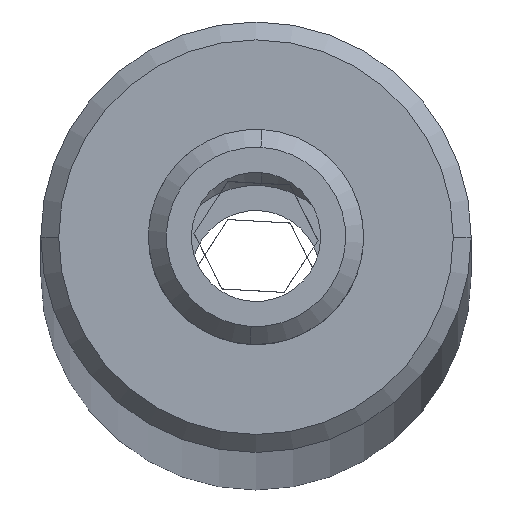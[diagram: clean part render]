
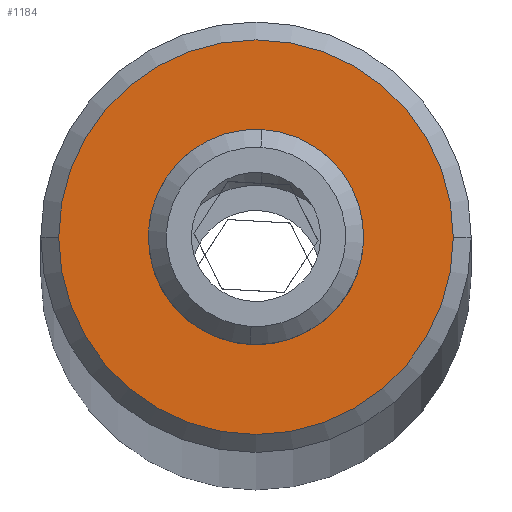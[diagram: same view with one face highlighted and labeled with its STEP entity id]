
A CAD part, top view. The second image highlights one B-rep face of the part: STEP entity #1184.
In plain terms, the highlighted planar face has unit normal (0, 0, 1).
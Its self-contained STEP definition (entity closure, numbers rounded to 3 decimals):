
#12 = ORIENTED_EDGE ( 'NONE', *, *, #973, .F. ) ;
#43 = ORIENTED_EDGE ( 'NONE', *, *, #1168, .F. ) ;
#89 = CARTESIAN_POINT ( 'NONE',  ( 0., 0., 150. ) ) ;
#104 = CARTESIAN_POINT ( 'NONE',  ( -2.75, 0., 150. ) ) ;
#123 = CARTESIAN_POINT ( 'NONE',  ( -1.5, 0., 150. ) ) ;
#166 = PLANE ( 'NONE',  #1280 ) ;
#293 = AXIS2_PLACEMENT_3D ( 'NONE', #899, #1020, #800 ) ;
#415 = CARTESIAN_POINT ( 'NONE',  ( 2.75, 0., 150. ) ) ;
#465 = ORIENTED_EDGE ( 'NONE', *, *, #776, .T. ) ;
#492 = DIRECTION ( 'NONE',  ( 1., 0., 0. ) ) ;
#493 = CIRCLE ( 'NONE', #536, 1.5 ) ;
#536 = AXIS2_PLACEMENT_3D ( 'NONE', #568, #779, #886 ) ;
#559 = DIRECTION ( 'NONE',  ( 1., 0., 0. ) ) ;
#568 = CARTESIAN_POINT ( 'NONE',  ( 0., 0., 150. ) ) ;
#644 = AXIS2_PLACEMENT_3D ( 'NONE', #89, #1299, #1293 ) ;
#647 = EDGE_LOOP ( 'NONE', ( #923, #465 ) ) ;
#663 = EDGE_CURVE ( 'NONE', #1068, #945, #715, .T. ) ;
#685 = CARTESIAN_POINT ( 'NONE',  ( 0., 0., 150. ) ) ;
#715 = CIRCLE ( 'NONE', #937, 2.75 ) ;
#776 = EDGE_CURVE ( 'NONE', #945, #1068, #966, .T. ) ;
#779 = DIRECTION ( 'NONE',  ( 0., 0., 1. ) ) ;
#799 = DIRECTION ( 'NONE',  ( 0., 0., 1. ) ) ;
#800 = DIRECTION ( 'NONE',  ( 1., 0., 0. ) ) ;
#807 = CARTESIAN_POINT ( 'NONE',  ( 0., 0., 150. ) ) ;
#810 = CARTESIAN_POINT ( 'NONE',  ( 1.5, 0., 150. ) ) ;
#820 = FACE_OUTER_BOUND ( 'NONE', #647, .T. ) ;
#886 = DIRECTION ( 'NONE',  ( 1., 0., 0. ) ) ;
#899 = CARTESIAN_POINT ( 'NONE',  ( 0., 0., 150. ) ) ;
#910 = CIRCLE ( 'NONE', #644, 1.5 ) ;
#923 = ORIENTED_EDGE ( 'NONE', *, *, #663, .T. ) ;
#927 = FACE_BOUND ( 'NONE', #1064, .T. ) ;
#937 = AXIS2_PLACEMENT_3D ( 'NONE', #685, #1223, #559 ) ;
#945 = VERTEX_POINT ( 'NONE', #415 ) ;
#966 = CIRCLE ( 'NONE', #293, 2.75 ) ;
#973 = EDGE_CURVE ( 'NONE', #988, #1149, #910, .T. ) ;
#988 = VERTEX_POINT ( 'NONE', #810 ) ;
#1020 = DIRECTION ( 'NONE',  ( 0., 0., 1. ) ) ;
#1064 = EDGE_LOOP ( 'NONE', ( #12, #43 ) ) ;
#1068 = VERTEX_POINT ( 'NONE', #104 ) ;
#1149 = VERTEX_POINT ( 'NONE', #123 ) ;
#1168 = EDGE_CURVE ( 'NONE', #1149, #988, #493, .T. ) ;
#1184 = ADVANCED_FACE ( 'NONE', ( #820, #927 ), #166, .T. ) ;
#1223 = DIRECTION ( 'NONE',  ( 0., 0., 1. ) ) ;
#1280 = AXIS2_PLACEMENT_3D ( 'NONE', #807, #799, #492 ) ;
#1293 = DIRECTION ( 'NONE',  ( 1., 0., 0. ) ) ;
#1299 = DIRECTION ( 'NONE',  ( 0., 0., 1. ) ) ;
